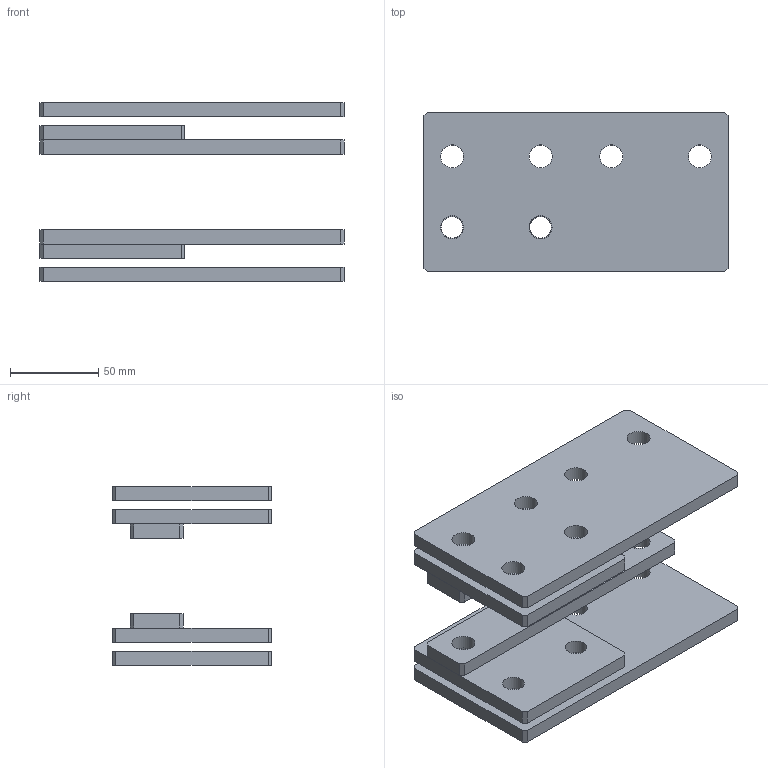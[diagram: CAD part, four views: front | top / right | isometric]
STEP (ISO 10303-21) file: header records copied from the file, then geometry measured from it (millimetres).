
FILE_DESCRIPTION(('STEP AP214'),'1');
FILE_NAME('Ensemble de plaques V3.step','2023-08-19T15:58:08',(' '),(' '),'Spatial InterOp 3D',' ',' ');
FILE_SCHEMA(('automotive_design'));
Length unit declared in the file: millimetre
Products named in the file (6): Barette de vissage; Plaque Support; Plaque de renfort
Bounding box: 172 x 90 x 100.8 mm (x, y, z)
Volume: 418710.6 mm3; surface area: 133872.6 mm2
Topology: 6 solids, 6 shells, 88 faces, 232 edges, 156 vertices
Faces by surface type: plane 60, cylinder 28
Full cylindrical faces by diameter (mm): 12.2 x4, 13 x24
Entity records: 3458 total; most frequent: CARTESIAN_POINT 446, DIRECTION 444, ORIENTED_EDGE 400, EDGE_CURVE 200, EDGE_LOOP 172, VERTEX_POINT 152, AXIS2_PLACEMENT_3D 150, LINE 144
